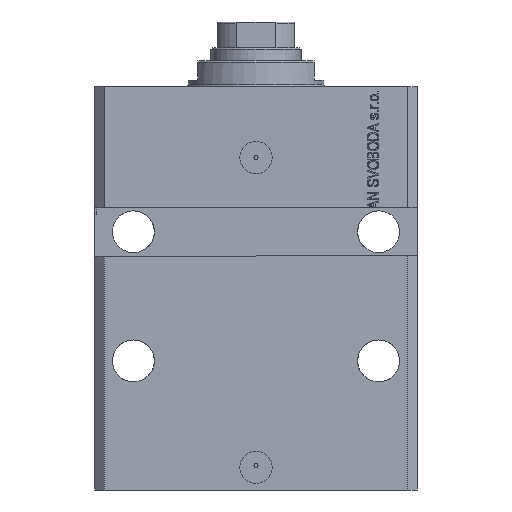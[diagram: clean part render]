
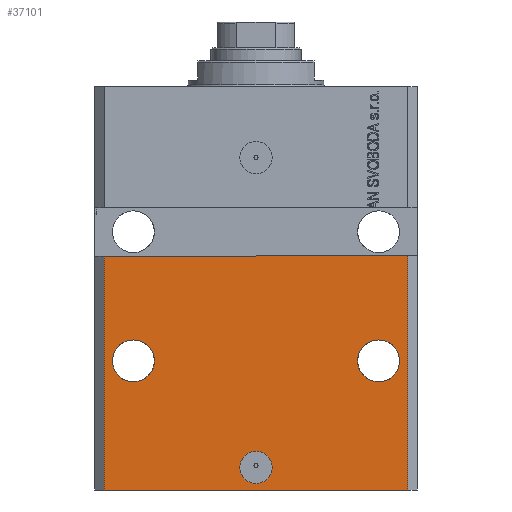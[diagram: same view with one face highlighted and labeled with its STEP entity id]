
A CAD part, front view. The second image highlights one B-rep face of the part: STEP entity #37101.
In plain terms, the highlighted planar face has unit normal (0, -1, 0).
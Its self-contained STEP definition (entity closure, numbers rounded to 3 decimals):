
#324 = LINE ( 'NONE', #1232, #11160 ) ;
#525 = ORIENTED_EDGE ( 'NONE', *, *, #13535, .T. ) ;
#931 = DIRECTION ( 'NONE',  ( 1., 0., 0. ) ) ;
#1135 = AXIS2_PLACEMENT_3D ( 'NONE', #17020, #27374, #20260 ) ;
#1232 = CARTESIAN_POINT ( 'NONE',  ( -47., -37.5, -125. ) ) ;
#1254 = EDGE_CURVE ( 'NONE', #13617, #29603, #17304, .T. ) ;
#1694 = EDGE_LOOP ( 'NONE', ( #2976, #19604 ) ) ;
#2976 = ORIENTED_EDGE ( 'NONE', *, *, #24379, .F. ) ;
#3349 = EDGE_LOOP ( 'NONE', ( #39897, #9189 ) ) ;
#4476 = CARTESIAN_POINT ( 'NONE',  ( 47., -37.5, -125. ) ) ;
#5063 = CARTESIAN_POINT ( 'NONE',  ( 31.5, -37.5, -85. ) ) ;
#5477 = PLANE ( 'NONE',  #37648 ) ;
#7616 = DIRECTION ( 'NONE',  ( 0., -1., 0. ) ) ;
#8052 = CARTESIAN_POINT ( 'NONE',  ( -44.5, -37.5, -85. ) ) ;
#8193 = CARTESIAN_POINT ( 'NONE',  ( -38., -37.5, -85. ) ) ;
#8198 = VECTOR ( 'NONE', #931, 1000. ) ;
#8274 = DIRECTION ( 'NONE',  ( 0., -1., 0. ) ) ;
#9181 = ORIENTED_EDGE ( 'NONE', *, *, #24974, .F. ) ;
#9189 = ORIENTED_EDGE ( 'NONE', *, *, #21894, .F. ) ;
#9761 = VECTOR ( 'NONE', #25636, 1000. ) ;
#10393 = CARTESIAN_POINT ( 'NONE',  ( -47., -37.5, -52.5 ) ) ;
#10856 = CIRCLE ( 'NONE', #38737, 5. ) ;
#11160 = VECTOR ( 'NONE', #17997, 1000. ) ;
#12343 = EDGE_CURVE ( 'NONE', #17407, #34691, #35957, .T. ) ;
#12406 = VERTEX_POINT ( 'NONE', #33618 ) ;
#13228 = VERTEX_POINT ( 'NONE', #35967 ) ;
#13465 = EDGE_LOOP ( 'NONE', ( #30274, #18869 ) ) ;
#13535 = EDGE_CURVE ( 'NONE', #13228, #17407, #324, .T. ) ;
#13617 = VERTEX_POINT ( 'NONE', #22363 ) ;
#14285 = CARTESIAN_POINT ( 'NONE',  ( -38., -37.5, -85. ) ) ;
#16972 = AXIS2_PLACEMENT_3D ( 'NONE', #8193, #18317, #35998 ) ;
#17020 = CARTESIAN_POINT ( 'NONE',  ( 38., -37.5, -85. ) ) ;
#17304 = CIRCLE ( 'NONE', #33413, 6.5 ) ;
#17407 = VERTEX_POINT ( 'NONE', #41965 ) ;
#17477 = VERTEX_POINT ( 'NONE', #10393 ) ;
#17923 = LINE ( 'NONE', #31932, #8198 ) ;
#17955 = DIRECTION ( 'NONE',  ( -1., 0., 0. ) ) ;
#17997 = DIRECTION ( 'NONE',  ( 1., 0., 0. ) ) ;
#18317 = DIRECTION ( 'NONE',  ( 0., -1., 0. ) ) ;
#18463 = CIRCLE ( 'NONE', #16972, 6.5 ) ;
#18621 = FACE_OUTER_BOUND ( 'NONE', #32036, .T. ) ;
#18849 = EDGE_CURVE ( 'NONE', #40233, #28222, #35774, .T. ) ;
#18869 = ORIENTED_EDGE ( 'NONE', *, *, #32070, .F. ) ;
#18982 = VERTEX_POINT ( 'NONE', #8052 ) ;
#19054 = CARTESIAN_POINT ( 'NONE',  ( -47., -37.5, -125. ) ) ;
#19055 = CARTESIAN_POINT ( 'NONE',  ( -47., -37.5, -125. ) ) ;
#19604 = ORIENTED_EDGE ( 'NONE', *, *, #34481, .F. ) ;
#20260 = DIRECTION ( 'NONE',  ( 1., 0., 0. ) ) ;
#21894 = EDGE_CURVE ( 'NONE', #28222, #40233, #10856, .T. ) ;
#22262 = DIRECTION ( 'NONE',  ( 1., 0., 0. ) ) ;
#22363 = CARTESIAN_POINT ( 'NONE',  ( 44.5, -37.5, -85. ) ) ;
#22528 = FACE_BOUND ( 'NONE', #13465, .T. ) ;
#22909 = CIRCLE ( 'NONE', #35404, 6.5 ) ;
#24379 = EDGE_CURVE ( 'NONE', #12406, #18982, #18463, .T. ) ;
#24974 = EDGE_CURVE ( 'NONE', #17477, #34691, #17923, .T. ) ;
#25636 = DIRECTION ( 'NONE',  ( 0., 0., 1. ) ) ;
#25706 = CARTESIAN_POINT ( 'NONE',  ( 38., -37.5, -85. ) ) ;
#26083 = VECTOR ( 'NONE', #32397, 1000. ) ;
#26621 = FACE_BOUND ( 'NONE', #1694, .T. ) ;
#27374 = DIRECTION ( 'NONE',  ( 0., -1., 0. ) ) ;
#28222 = VERTEX_POINT ( 'NONE', #33862 ) ;
#29603 = VERTEX_POINT ( 'NONE', #5063 ) ;
#30274 = ORIENTED_EDGE ( 'NONE', *, *, #1254, .F. ) ;
#30321 = ORIENTED_EDGE ( 'NONE', *, *, #44247, .F. ) ;
#31495 = DIRECTION ( 'NONE',  ( 1., 0., 0. ) ) ;
#31719 = DIRECTION ( 'NONE',  ( 0., -1., 0. ) ) ;
#31932 = CARTESIAN_POINT ( 'NONE',  ( -50., -37.5, -52.5 ) ) ;
#32036 = EDGE_LOOP ( 'NONE', ( #9181, #30321, #525, #38031 ) ) ;
#32070 = EDGE_CURVE ( 'NONE', #29603, #13617, #39997, .T. ) ;
#32397 = DIRECTION ( 'NONE',  ( 0., 0., 1. ) ) ;
#32401 = CARTESIAN_POINT ( 'NONE',  ( 0., -37.5, -118. ) ) ;
#32848 = LINE ( 'NONE', #19054, #26083 ) ;
#33056 = DIRECTION ( 'NONE',  ( 1., 0., 0. ) ) ;
#33413 = AXIS2_PLACEMENT_3D ( 'NONE', #25706, #39943, #22262 ) ;
#33479 = CARTESIAN_POINT ( 'NONE',  ( 0., -37.5, -118. ) ) ;
#33618 = CARTESIAN_POINT ( 'NONE',  ( -31.5, -37.5, -85. ) ) ;
#33862 = CARTESIAN_POINT ( 'NONE',  ( -5., -37.5, -118. ) ) ;
#34481 = EDGE_CURVE ( 'NONE', #18982, #12406, #22909, .T. ) ;
#34691 = VERTEX_POINT ( 'NONE', #35825 ) ;
#35404 = AXIS2_PLACEMENT_3D ( 'NONE', #14285, #7616, #17955 ) ;
#35774 = CIRCLE ( 'NONE', #38714, 5. ) ;
#35825 = CARTESIAN_POINT ( 'NONE',  ( 47., -37.5, -52.5 ) ) ;
#35957 = LINE ( 'NONE', #4476, #9761 ) ;
#35967 = CARTESIAN_POINT ( 'NONE',  ( -47., -37.5, -125. ) ) ;
#35998 = DIRECTION ( 'NONE',  ( -1., 0., 0. ) ) ;
#36073 = FACE_BOUND ( 'NONE', #3349, .T. ) ;
#37101 = ADVANCED_FACE ( 'NONE', ( #36073, #22528, #26621, #18621 ), #5477, .T. ) ;
#37157 = DIRECTION ( 'NONE',  ( 0., -1., 0. ) ) ;
#37568 = CARTESIAN_POINT ( 'NONE',  ( 5., -37.5, -118. ) ) ;
#37648 = AXIS2_PLACEMENT_3D ( 'NONE', #19055, #8274, #33056 ) ;
#38031 = ORIENTED_EDGE ( 'NONE', *, *, #12343, .T. ) ;
#38714 = AXIS2_PLACEMENT_3D ( 'NONE', #32401, #31719, #31495 ) ;
#38737 = AXIS2_PLACEMENT_3D ( 'NONE', #33479, #37157, #40384 ) ;
#39897 = ORIENTED_EDGE ( 'NONE', *, *, #18849, .F. ) ;
#39943 = DIRECTION ( 'NONE',  ( 0., -1., 0. ) ) ;
#39997 = CIRCLE ( 'NONE', #1135, 6.5 ) ;
#40233 = VERTEX_POINT ( 'NONE', #37568 ) ;
#40384 = DIRECTION ( 'NONE',  ( 1., 0., 0. ) ) ;
#41965 = CARTESIAN_POINT ( 'NONE',  ( 47., -37.5, -125. ) ) ;
#44247 = EDGE_CURVE ( 'NONE', #13228, #17477, #32848, .T. ) ;
